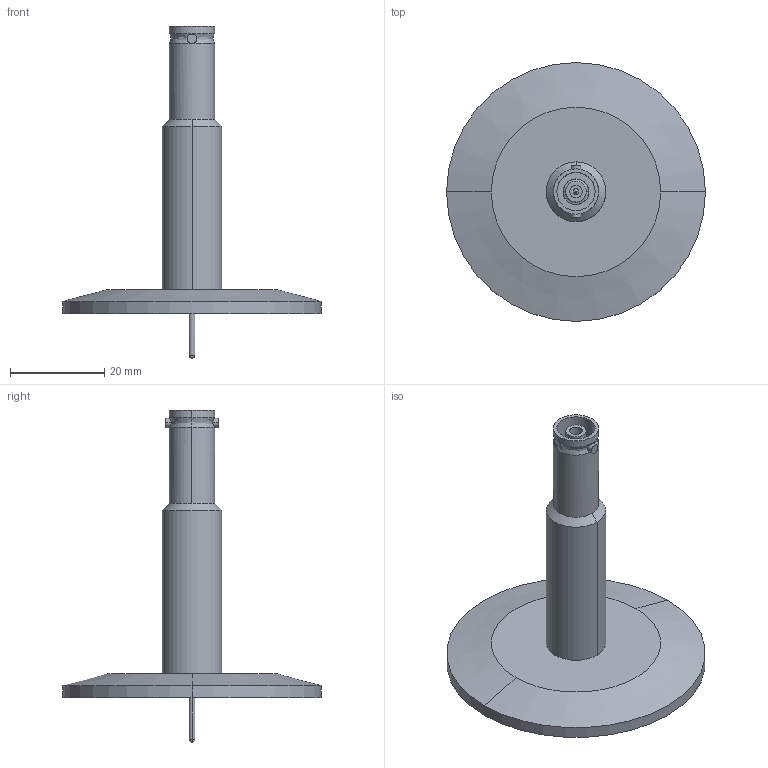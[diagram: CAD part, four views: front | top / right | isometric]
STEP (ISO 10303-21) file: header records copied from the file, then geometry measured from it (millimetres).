
FILE_DESCRIPTION (( 'STEP AP203' ), '1' );
FILE_NAME ('A1602-2-QF.STEP', '2013-08-29T12:25:45', ( '' ), ( '' ), 'SwSTEP 2.0', 'SolidWorks 2012', '' );
FILE_SCHEMA (( 'CONFIG_CONTROL_DESIGN' ));
Length unit declared in the file: inch
Products named in the file (1): A1602-2-QF
Bounding box: 54.86 x 54.86 x 70.38 mm (x, y, z)
Volume: 12017.4 mm3; surface area: 11349.7 mm2
Topology: 1 solids, 3 shells, 95 faces, 212 edges, 138 vertices
Faces by surface type: cylinder 48, plane 23, bspline 14, cone 10
Entity records: 3063 total; most frequent: CARTESIAN_POINT 816, DIRECTION 498, ORIENTED_EDGE 424, AXIS2_PLACEMENT_3D 220, EDGE_CURVE 212, VERTEX_POINT 138, CIRCLE 138, EDGE_LOOP 114
